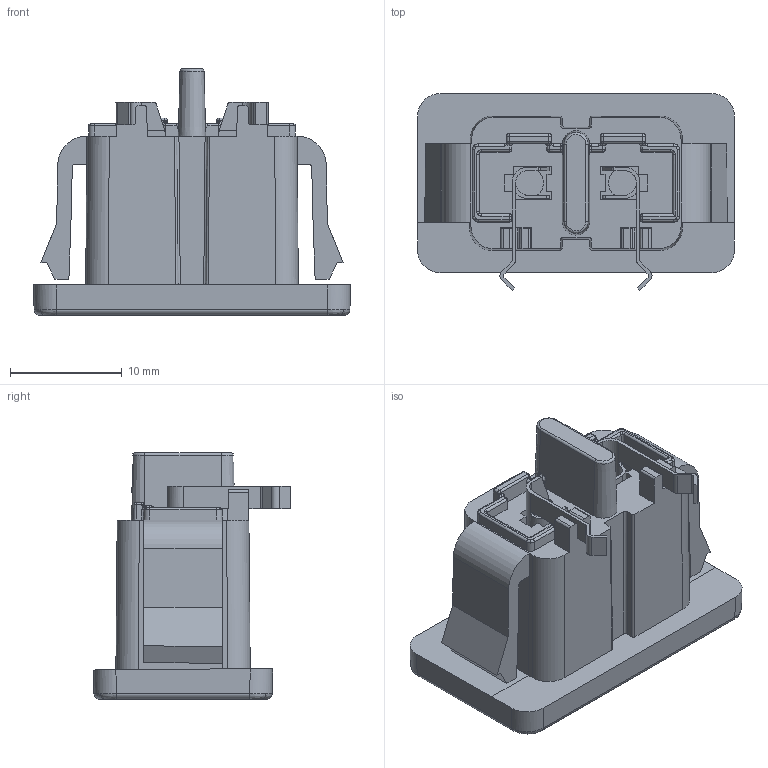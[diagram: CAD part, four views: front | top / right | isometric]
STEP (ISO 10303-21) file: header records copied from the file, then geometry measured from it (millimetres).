
FILE_DESCRIPTION (( 'STEP AP214' ), '1' );
FILE_NAME ('4300.0103.STEP', '2025-05-25T06:17:21', ( '' ), ( '' ), 'SwSTEP 2.0', 'SolidWorks 2023', '' );
FILE_SCHEMA (( 'AUTOMOTIVE_DESIGN' ));
Length unit declared in the file: millimetre
Products named in the file (1): 4300.0103
Bounding box: 28.3 x 17.6 x 22 mm (x, y, z)
Volume: 3062.2 mm3; surface area: 3894.7 mm2
Topology: 1 solids, 1 shells, 470 faces, 1262 edges, 792 vertices
Faces by surface type: plane 194, cylinder 169, bspline 96, cone 11
Entity records: 16733 total; most frequent: CARTESIAN_POINT 5850, ORIENTED_EDGE 2504, DIRECTION 2002, EDGE_CURVE 1252, VERTEX_POINT 792, VECTOR 690, LINE 690, AXIS2_PLACEMENT_3D 656
